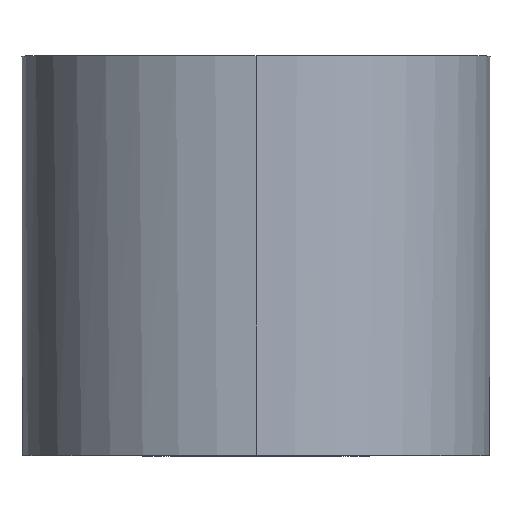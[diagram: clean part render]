
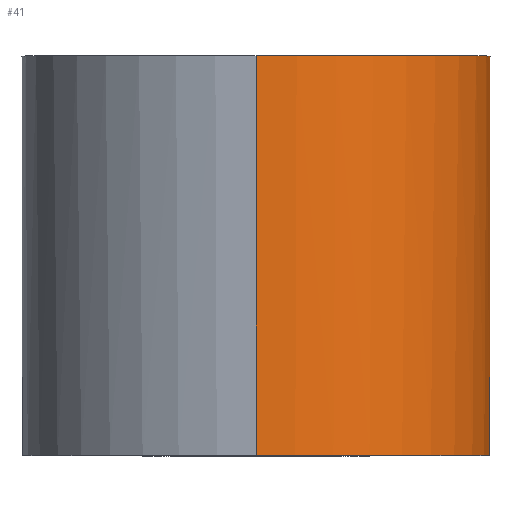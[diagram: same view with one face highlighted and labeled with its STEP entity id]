
A CAD part, top view. The second image highlights one B-rep face of the part: STEP entity #41.
In plain terms, the highlighted cylindrical face has radius 20.5 mm (diameter 41 mm), a partial arc.
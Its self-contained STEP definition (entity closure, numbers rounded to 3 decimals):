
#16 = EDGE_CURVE ( 'NONE', #385, #619, #144, .T. ) ;
#35 = VERTEX_POINT ( 'NONE', #169 ) ;
#40 = CARTESIAN_POINT ( 'NONE',  ( 0., 27.5, 18.155 ) ) ;
#41 = ADVANCED_FACE ( 'NONE', ( #603 ), #271, .T. ) ;
#90 = CARTESIAN_POINT ( 'NONE',  ( 0., 27.5, 59.155 ) ) ;
#104 = DIRECTION ( 'NONE',  ( 0., 0., -1. ) ) ;
#112 = ORIENTED_EDGE ( 'NONE', *, *, #617, .T. ) ;
#116 = VECTOR ( 'NONE', #418, 1000. ) ;
#144 = LINE ( 'NONE', #90, #476 ) ;
#146 = DIRECTION ( 'NONE',  ( 0., 1., 0. ) ) ;
#150 = LINE ( 'NONE', #571, #116 ) ;
#152 = DIRECTION ( 'NONE',  ( 0., 0., 1. ) ) ;
#169 = CARTESIAN_POINT ( 'NONE',  ( 0., 7.5, 18.155 ) ) ;
#182 = VERTEX_POINT ( 'NONE', #653 ) ;
#186 = EDGE_CURVE ( 'NONE', #385, #353, #433, .T. ) ;
#194 = DIRECTION ( 'NONE',  ( 0., 1., 0. ) ) ;
#212 = AXIS2_PLACEMENT_3D ( 'NONE', #683, #194, #529 ) ;
#219 = EDGE_CURVE ( 'NONE', #353, #35, #150, .T. ) ;
#237 = EDGE_CURVE ( 'NONE', #182, #333, #475, .T. ) ;
#262 = CARTESIAN_POINT ( 'NONE',  ( 14.426, 7.5, 24.09 ) ) ;
#267 = EDGE_LOOP ( 'NONE', ( #320, #614, #112, #660, #299, #288 ) ) ;
#271 = CYLINDRICAL_SURFACE ( 'NONE', #347, 20.5 ) ;
#288 = ORIENTED_EDGE ( 'NONE', *, *, #219, .F. ) ;
#299 = ORIENTED_EDGE ( 'NONE', *, *, #308, .T. ) ;
#308 = EDGE_CURVE ( 'NONE', #333, #35, #588, .T. ) ;
#309 = CARTESIAN_POINT ( 'NONE',  ( 0., -7.5, 38.655 ) ) ;
#320 = ORIENTED_EDGE ( 'NONE', *, *, #186, .F. ) ;
#333 = VERTEX_POINT ( 'NONE', #262 ) ;
#347 = AXIS2_PLACEMENT_3D ( 'NONE', #438, #383, #104 ) ;
#353 = VERTEX_POINT ( 'NONE', #40 ) ;
#360 = DIRECTION ( 'NONE',  ( 0., 0., 1. ) ) ;
#361 = DIRECTION ( 'NONE',  ( 0., 1., 0. ) ) ;
#375 = CARTESIAN_POINT ( 'NONE',  ( 14.426, 27.5, 24.09 ) ) ;
#383 = DIRECTION ( 'NONE',  ( 0., -1., 0. ) ) ;
#385 = VERTEX_POINT ( 'NONE', #392 ) ;
#391 = DIRECTION ( 'NONE',  ( 0., -1., 0. ) ) ;
#392 = CARTESIAN_POINT ( 'NONE',  ( 0., 27.5, 59.155 ) ) ;
#418 = DIRECTION ( 'NONE',  ( 0., -1., 0. ) ) ;
#433 = CIRCLE ( 'NONE', #471, 20.5 ) ;
#438 = CARTESIAN_POINT ( 'NONE',  ( 0., 27.5, 38.655 ) ) ;
#471 = AXIS2_PLACEMENT_3D ( 'NONE', #574, #361, #360 ) ;
#475 = LINE ( 'NONE', #375, #676 ) ;
#476 = VECTOR ( 'NONE', #391, 1000. ) ;
#529 = DIRECTION ( 'NONE',  ( 0., 0., 1. ) ) ;
#534 = CARTESIAN_POINT ( 'NONE',  ( 0., -7.5, 59.155 ) ) ;
#571 = CARTESIAN_POINT ( 'NONE',  ( 0., 27.5, 18.155 ) ) ;
#574 = CARTESIAN_POINT ( 'NONE',  ( 0., 27.5, 38.655 ) ) ;
#577 = DIRECTION ( 'NONE',  ( 0., 1., 0. ) ) ;
#588 = CIRCLE ( 'NONE', #212, 20.5 ) ;
#603 = FACE_OUTER_BOUND ( 'NONE', #267, .T. ) ;
#614 = ORIENTED_EDGE ( 'NONE', *, *, #16, .T. ) ;
#617 = EDGE_CURVE ( 'NONE', #619, #182, #620, .T. ) ;
#619 = VERTEX_POINT ( 'NONE', #534 ) ;
#620 = CIRCLE ( 'NONE', #703, 20.5 ) ;
#653 = CARTESIAN_POINT ( 'NONE',  ( 14.426, -7.5, 24.09 ) ) ;
#660 = ORIENTED_EDGE ( 'NONE', *, *, #237, .T. ) ;
#676 = VECTOR ( 'NONE', #577, 1000. ) ;
#683 = CARTESIAN_POINT ( 'NONE',  ( 0., 7.5, 38.655 ) ) ;
#703 = AXIS2_PLACEMENT_3D ( 'NONE', #309, #146, #152 ) ;
